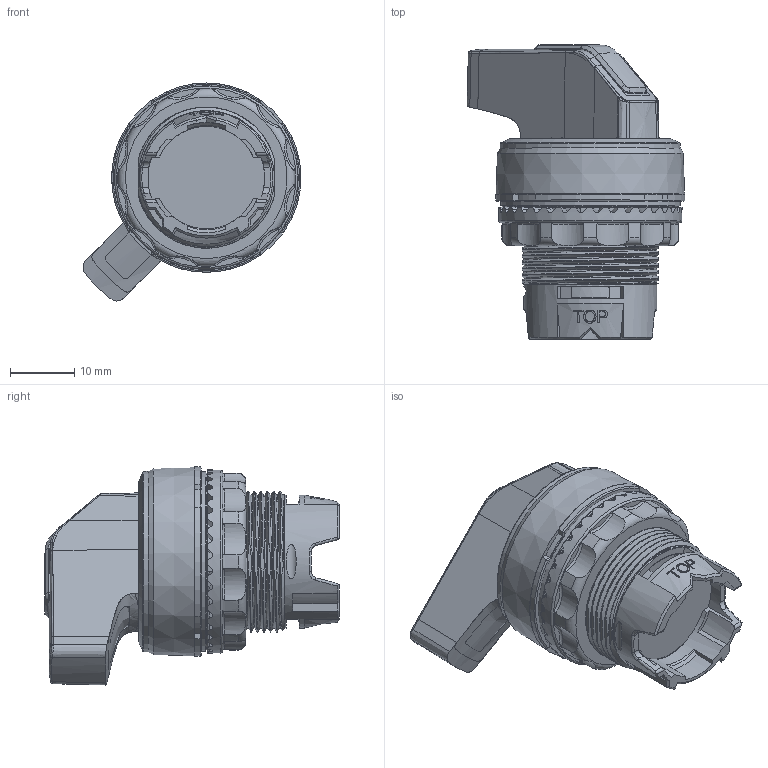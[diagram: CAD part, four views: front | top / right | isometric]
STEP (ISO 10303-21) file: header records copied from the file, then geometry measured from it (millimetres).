
FILE_DESCRIPTION(/* description */ (''),/* implementation_level */ '2;1');
FILE_NAME(/* name */ 'TS2520-1AF60-R20_stp.stp',/* time_stamp */ '2022-08-18T11:09:22+08:00',/* author */ (''),/* organization */ (''),/* preprocessor_version */ 'ST-DEVELOPER v16',/* originating_system */ 'SIEMENS PLM Software NX 10.0',/* authorisation */ '');
FILE_SCHEMA (('AP203_CONFIGURATION_CONTROLLED_3D_DESIGN_OF_MECHANICAL_PARTS_AND_ASSEMBLIES_MIM_LF { 1 0 10303 403 2 1 2}'));
Products named in the file (1): Admi1F68E5B6sbmu
Bounding box: 33.96 x 45.96 x 33.98 mm (x, y, z)
Volume: 13099.5 mm3; surface area: 13717.6 mm2
Topology: 6 solids, 7 shells, 1033 faces, 2846 edges, 1820 vertices
Faces by surface type: plane 340, bspline 252, cylinder 225, torus 109, cone 75, extrusion 20, sphere 12
Full cylindrical faces by diameter (mm): 5.1 x1, 12.4 x1, 20.7 x2, 21 x1, 23.8 x1, 24 x1, 24.3 x1, 25.8 x1, 26.8 x1, 28 x1, 28.6 x1
Entity records: 45681 total; most frequent: CARTESIAN_POINT 22034, ORIENTED_EDGE 5526, DIRECTION 4038, EDGE_CURVE 2778, VERTEX_POINT 1801, AXIS2_PLACEMENT_3D 1600, B_SPLINE_CURVE_WITH_KNOTS 1133, EDGE_LOOP 1105
